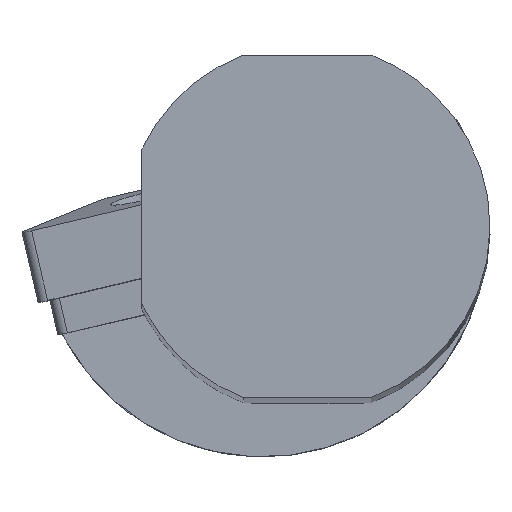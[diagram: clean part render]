
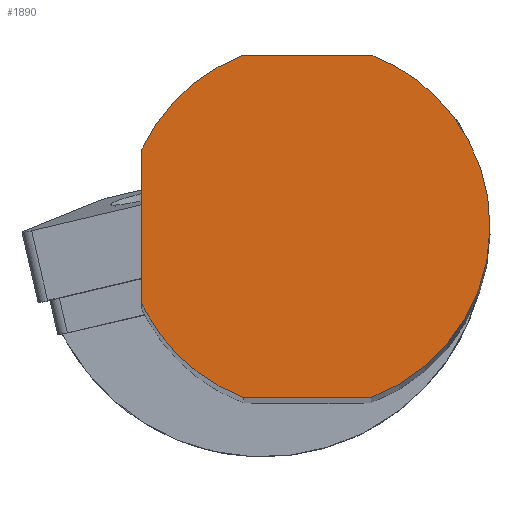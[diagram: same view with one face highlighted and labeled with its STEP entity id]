
A CAD part, top view. The second image highlights one B-rep face of the part: STEP entity #1890.
In plain terms, the highlighted planar face has unit normal (0, 0, 1).
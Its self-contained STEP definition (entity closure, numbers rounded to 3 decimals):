
#1821=AXIS2_PLACEMENT_3D('Circle Axis2P3D',#1819,#1820,$) ;
#1847=AXIS2_PLACEMENT_3D('Circle Axis2P3D',#1845,#1846,$) ;
#1861=AXIS2_PLACEMENT_3D('Plane Axis2P3D',#1858,#1859,#1860) ;
#1865=AXIS2_PLACEMENT_3D('Circle Axis2P3D',#1863,#1864,$) ;
#1872=AXIS2_PLACEMENT_3D('Circle Axis2P3D',#1870,#1871,$) ;
#1877=AXIS2_PLACEMENT_3D('Circle Axis2P3D',#1875,#1876,$) ;
#1512=CARTESIAN_POINT('Vertex',(5.568,15.,0.)) ;
#1544=CARTESIAN_POINT('Vertex',(-5.568,15.,0.)) ;
#1547=CARTESIAN_POINT('Line Origine',(0.,15.,0.)) ;
#1653=CARTESIAN_POINT('Vertex',(-14.5,-6.764,0.)) ;
#1656=CARTESIAN_POINT('Line Origine',(-14.5,0.,0.)) ;
#1660=CARTESIAN_POINT('Vertex',(-14.5,6.764,0.)) ;
#1720=CARTESIAN_POINT('Vertex',(5.568,-15.,0.)) ;
#1723=CARTESIAN_POINT('Line Origine',(0.,-15.,0.)) ;
#1727=CARTESIAN_POINT('Vertex',(-5.568,-15.,0.)) ;
#1816=CARTESIAN_POINT('Vertex',(14.041,7.671,0.)) ;
#1819=CARTESIAN_POINT('Axis2P3D Location',(0.,0.,0.)) ;
#1845=CARTESIAN_POINT('Axis2P3D Location',(0.,0.,0.)) ;
#1858=CARTESIAN_POINT('Axis2P3D Location',(-16.,0.,0.)) ;
#1863=CARTESIAN_POINT('Axis2P3D Location',(0.,0.,0.)) ;
#1867=CARTESIAN_POINT('Vertex',(-14.041,-7.671,0.)) ;
#1870=CARTESIAN_POINT('Axis2P3D Location',(0.,0.,0.)) ;
#1875=CARTESIAN_POINT('Axis2P3D Location',(0.,0.,0.)) ;
#1548=DIRECTION('Vector Direction',(-1.,0.,0.)) ;
#1657=DIRECTION('Vector Direction',(0.,1.,0.)) ;
#1724=DIRECTION('Vector Direction',(-1.,0.,0.)) ;
#1820=DIRECTION('Axis2P3D Direction',(0.,0.,1.)) ;
#1846=DIRECTION('Axis2P3D Direction',(0.,0.,1.)) ;
#1859=DIRECTION('Axis2P3D Direction',(0.,0.,1.)) ;
#1860=DIRECTION('Axis2P3D XDirection',(1.,0.,0.)) ;
#1864=DIRECTION('Axis2P3D Direction',(0.,0.,1.)) ;
#1871=DIRECTION('Axis2P3D Direction',(0.,0.,1.)) ;
#1876=DIRECTION('Axis2P3D Direction',(0.,0.,1.)) ;
#1549=VECTOR('Line Direction',#1548,1.) ;
#1658=VECTOR('Line Direction',#1657,1.) ;
#1725=VECTOR('Line Direction',#1724,1.) ;
#1881=ORIENTED_EDGE('',*,*,#1551,.T.) ;
#1882=ORIENTED_EDGE('',*,*,#1849,.F.) ;
#1883=ORIENTED_EDGE('',*,*,#1662,.F.) ;
#1884=ORIENTED_EDGE('',*,*,#1869,.F.) ;
#1885=ORIENTED_EDGE('',*,*,#1874,.T.) ;
#1886=ORIENTED_EDGE('',*,*,#1729,.F.) ;
#1887=ORIENTED_EDGE('',*,*,#1879,.F.) ;
#1888=ORIENTED_EDGE('',*,*,#1823,.F.) ;
#1890=ADVANCED_FACE('NOCUT',(#1889),#1862,.T.) ;
#1822=CIRCLE('generated circle',#1821,16.) ;
#1848=CIRCLE('generated circle',#1847,16.) ;
#1866=CIRCLE('generated circle',#1865,16.) ;
#1873=CIRCLE('generated circle',#1872,16.) ;
#1878=CIRCLE('generated circle',#1877,16.) ;
#1551=EDGE_CURVE('',#1513,#1545,#1550,.T.) ;
#1662=EDGE_CURVE('',#1654,#1661,#1659,.T.) ;
#1729=EDGE_CURVE('',#1721,#1728,#1726,.T.) ;
#1823=EDGE_CURVE('',#1513,#1817,#1822,.F.) ;
#1849=EDGE_CURVE('',#1661,#1545,#1848,.F.) ;
#1869=EDGE_CURVE('',#1868,#1654,#1866,.F.) ;
#1874=EDGE_CURVE('',#1868,#1728,#1873,.T.) ;
#1879=EDGE_CURVE('',#1817,#1721,#1878,.F.) ;
#1880=EDGE_LOOP('',(#1881,#1882,#1883,#1884,#1885,#1886,#1887,#1888)) ;
#1889=FACE_OUTER_BOUND('',#1880,.T.) ;
#1550=LINE('Line',#1547,#1549) ;
#1659=LINE('Line',#1656,#1658) ;
#1726=LINE('Line',#1723,#1725) ;
#1862=PLANE('',#1861) ;
#1513=VERTEX_POINT('',#1512) ;
#1545=VERTEX_POINT('',#1544) ;
#1654=VERTEX_POINT('',#1653) ;
#1661=VERTEX_POINT('',#1660) ;
#1721=VERTEX_POINT('',#1720) ;
#1728=VERTEX_POINT('',#1727) ;
#1817=VERTEX_POINT('',#1816) ;
#1868=VERTEX_POINT('',#1867) ;
